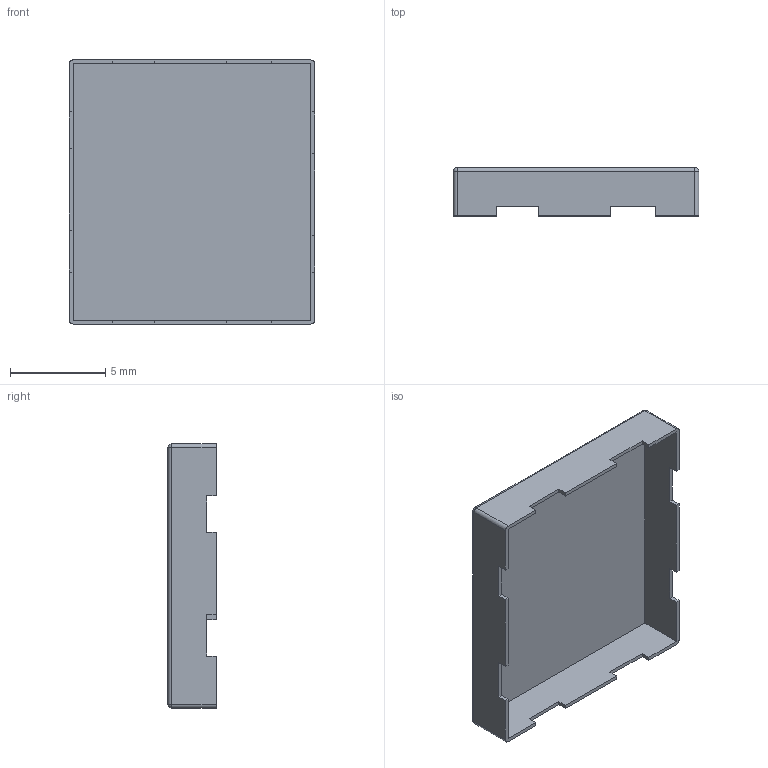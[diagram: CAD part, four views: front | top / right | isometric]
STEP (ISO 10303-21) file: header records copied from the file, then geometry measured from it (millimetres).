
FILE_DESCRIPTION(/* description */ (''),/* implementation_level */ '2;1');
FILE_NAME(/* name */ 'SMS-301 v0.step',/* time_stamp */ '2023-09-03T16:43:35-06:00',/* author */ (''),/* organization */ (''),/* preprocessor_version */ 'ST-DEVELOPER v20',/* originating_system */ 'Autodesk Translation Framework v12.9.0.99',/* authorisation */ '');
FILE_SCHEMA (('AUTOMOTIVE_DESIGN { 1 0 10303 214 3 1 1 }'));
Length unit declared in the file: millimetre
Products named in the file (1): SMS-301
Bounding box: 12.9 x 2.54 x 13.87 mm (x, y, z)
Volume: 58.2 mm3; surface area: 594 mm2
Topology: 1 solids, 1 shells, 54 faces, 144 edges, 92 vertices
Faces by surface type: plane 42, cylinder 8, sphere 4
Entity records: 1681 total; most frequent: CARTESIAN_POINT 291, ORIENTED_EDGE 288, DIRECTION 270, EDGE_CURVE 144, LINE 128, VECTOR 128, VERTEX_POINT 92, AXIS2_PLACEMENT_3D 71
